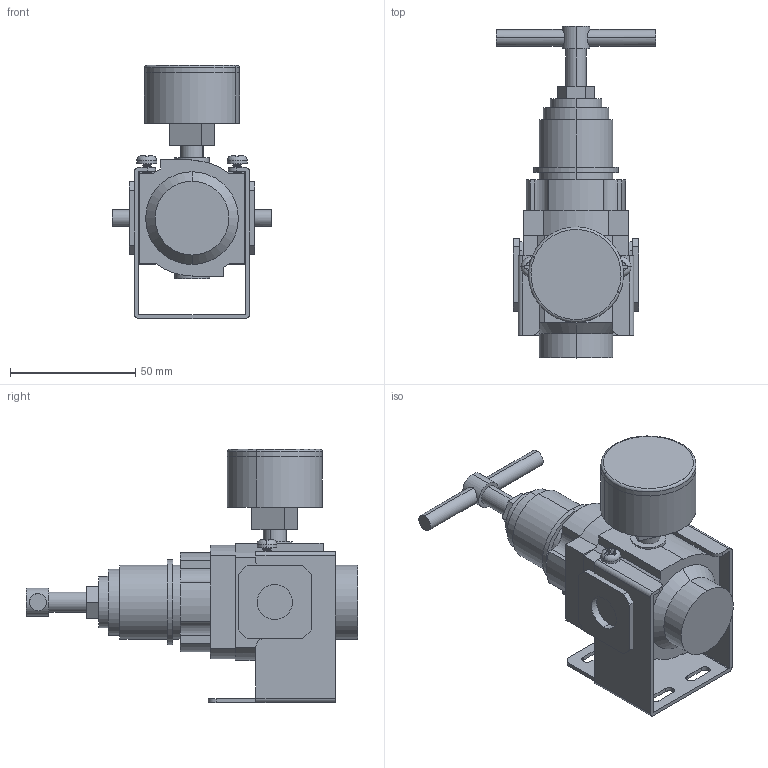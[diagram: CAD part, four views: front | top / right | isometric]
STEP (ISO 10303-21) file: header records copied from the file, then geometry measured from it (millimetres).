
FILE_DESCRIPTION (( 'STEP AP214' ), '1' );
FILE_NAME ('S90R002.STEP', '2024-10-22T13:47:43', ( '' ), ( '' ), 'SwSTEP 2.0', 'SolidWorks 2024', '' );
FILE_SCHEMA (( 'AUTOMOTIVE_DESIGN' ));
Length unit declared in the file: inch
Products named in the file (7): S90R002-RegBase; S90R002-Gauge; S90R002; 90-0103; 90-0653_4957K61; S90R002-RegTop
Assembly tree (5 placements, depth 3):
  90-0103
  S90R002
    S90R002
      S90R002-RegBase
      S90R002-RegTop
      S90R002-Gauge
    90-0653_4957K61
Bounding box: 63.5 x 132.53 x 101.06 mm (x, y, z)
Volume: 165650.8 mm3; surface area: 45157.6 mm2
Topology: 7 solids, 7 shells, 384 faces, 1013 edges, 672 vertices
Faces by surface type: plane 209, cylinder 155, torus 8, cone 6, bspline 6
Entity records: 16011 total; most frequent: CARTESIAN_POINT 6332, ORIENTED_EDGE 2026, DIRECTION 1915, EDGE_CURVE 1013, VERTEX_POINT 672, AXIS2_PLACEMENT_3D 647, VECTOR 621, LINE 621
